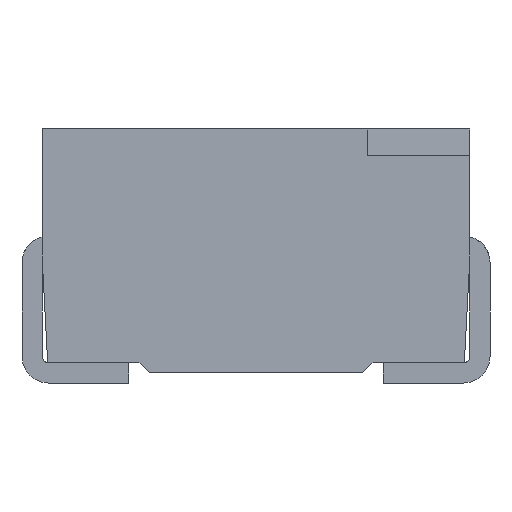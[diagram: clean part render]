
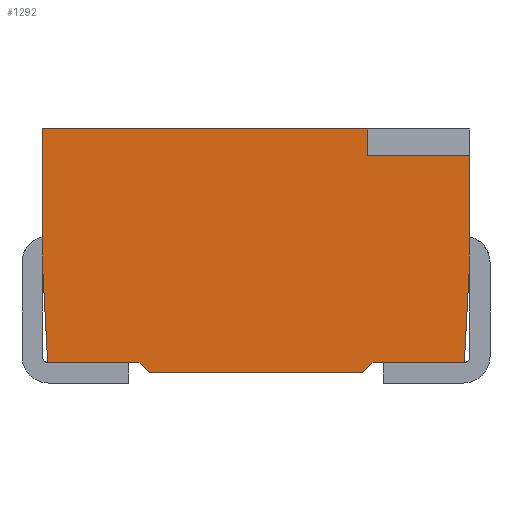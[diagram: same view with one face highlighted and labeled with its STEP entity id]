
A CAD part, front view. The second image highlights one B-rep face of the part: STEP entity #1292.
In plain terms, the highlighted planar face has unit normal (0, -1, 0).
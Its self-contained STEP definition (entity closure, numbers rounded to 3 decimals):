
#5 = VECTOR ( 'NONE', #1393, 1000. ) ;
#20 = EDGE_CURVE ( 'NONE', #405, #503, #1567, .T. ) ;
#50 = DIRECTION ( 'NONE',  ( -1., 0., 0. ) ) ;
#71 = CARTESIAN_POINT ( 'NONE',  ( -0.875, -1.4, 0.15 ) ) ;
#76 = VECTOR ( 'NONE', #617, 1000. ) ;
#95 = CARTESIAN_POINT ( 'NONE',  ( -1.6, -1.4, 0.95 ) ) ;
#103 = LINE ( 'NONE', #1912, #1132 ) ;
#155 = CARTESIAN_POINT ( 'NONE',  ( 1.6, -1.4, 1.7 ) ) ;
#170 = VECTOR ( 'NONE', #224, 1000. ) ;
#174 = LINE ( 'NONE', #664, #699 ) ;
#224 = DIRECTION ( 'NONE',  ( -1., 0., 0. ) ) ;
#235 = LINE ( 'NONE', #530, #885 ) ;
#304 = CARTESIAN_POINT ( 'NONE',  ( -1.558, -1.4, 0.15 ) ) ;
#361 = LINE ( 'NONE', #1371, #629 ) ;
#371 = CARTESIAN_POINT ( 'NONE',  ( 0.8, -1.4, 0.075 ) ) ;
#405 = VERTEX_POINT ( 'NONE', #1202 ) ;
#425 = PLANE ( 'NONE',  #1305 ) ;
#429 = EDGE_CURVE ( 'NONE', #987, #2031, #361, .T. ) ;
#456 = VECTOR ( 'NONE', #1107, 1000. ) ;
#503 = VERTEX_POINT ( 'NONE', #585 ) ;
#508 = VERTEX_POINT ( 'NONE', #371 ) ;
#530 = CARTESIAN_POINT ( 'NONE',  ( 0., -1.4, 0.075 ) ) ;
#543 = CARTESIAN_POINT ( 'NONE',  ( -1.6, -1.4, 1.9 ) ) ;
#546 = VERTEX_POINT ( 'NONE', #1100 ) ;
#550 = DIRECTION ( 'NONE',  ( -0.052, 0., -0.999 ) ) ;
#585 = CARTESIAN_POINT ( 'NONE',  ( 0.875, -1.4, 0.15 ) ) ;
#595 = EDGE_CURVE ( 'NONE', #1372, #903, #1944, .T. ) ;
#617 = DIRECTION ( 'NONE',  ( 0., 0., 1. ) ) ;
#622 = LINE ( 'NONE', #1908, #456 ) ;
#629 = VECTOR ( 'NONE', #2010, 1000. ) ;
#635 = CARTESIAN_POINT ( 'NONE',  ( 0.834, -1.4, 1.9 ) ) ;
#664 = CARTESIAN_POINT ( 'NONE',  ( -1.6, -1.4, 0. ) ) ;
#699 = VECTOR ( 'NONE', #2125, 1000. ) ;
#721 = VERTEX_POINT ( 'NONE', #1792 ) ;
#725 = DIRECTION ( 'NONE',  ( -1., 0., 0. ) ) ;
#763 = CARTESIAN_POINT ( 'NONE',  ( -1.6, -1.4, 1.9 ) ) ;
#778 = CARTESIAN_POINT ( 'NONE',  ( 0.834, -1.4, 1.7 ) ) ;
#802 = EDGE_CURVE ( 'NONE', #933, #869, #905, .T. ) ;
#808 = DIRECTION ( 'NONE',  ( 0., 1., 0. ) ) ;
#825 = ORIENTED_EDGE ( 'NONE', *, *, #1629, .F. ) ;
#836 = ORIENTED_EDGE ( 'NONE', *, *, #872, .T. ) ;
#869 = VERTEX_POINT ( 'NONE', #635 ) ;
#872 = EDGE_CURVE ( 'NONE', #546, #869, #1590, .T. ) ;
#885 = VECTOR ( 'NONE', #50, 1000. ) ;
#902 = LINE ( 'NONE', #1244, #1334 ) ;
#903 = VERTEX_POINT ( 'NONE', #95 ) ;
#905 = LINE ( 'NONE', #543, #5 ) ;
#906 = EDGE_CURVE ( 'NONE', #546, #1501, #103, .T. ) ;
#933 = VERTEX_POINT ( 'NONE', #763 ) ;
#939 = DIRECTION ( 'NONE',  ( 1., 0., 0. ) ) ;
#961 = EDGE_CURVE ( 'NONE', #903, #933, #174, .T. ) ;
#987 = VERTEX_POINT ( 'NONE', #1222 ) ;
#1020 = EDGE_LOOP ( 'NONE', ( #1065, #1479, #825, #1297, #1826, #1048, #1070, #2111, #1897, #1437, #836, #1323 ) ) ;
#1024 = EDGE_CURVE ( 'NONE', #503, #508, #902, .T. ) ;
#1048 = ORIENTED_EDGE ( 'NONE', *, *, #1024, .F. ) ;
#1065 = ORIENTED_EDGE ( 'NONE', *, *, #961, .F. ) ;
#1070 = ORIENTED_EDGE ( 'NONE', *, *, #20, .F. ) ;
#1100 = CARTESIAN_POINT ( 'NONE',  ( 0.834, -1.4, 1.7 ) ) ;
#1107 = DIRECTION ( 'NONE',  ( 0., 0., -1. ) ) ;
#1132 = VECTOR ( 'NONE', #939, 1000. ) ;
#1142 = DIRECTION ( 'NONE',  ( 0., 0., 1. ) ) ;
#1160 = CARTESIAN_POINT ( 'NONE',  ( -1.558, -1.4, 0.15 ) ) ;
#1201 = VECTOR ( 'NONE', #725, 1000. ) ;
#1202 = CARTESIAN_POINT ( 'NONE',  ( 1.558, -1.4, 0.15 ) ) ;
#1209 = CARTESIAN_POINT ( 'NONE',  ( 1.6, -1.4, 0.95 ) ) ;
#1222 = CARTESIAN_POINT ( 'NONE',  ( -0.8, -1.4, 0.075 ) ) ;
#1244 = CARTESIAN_POINT ( 'NONE',  ( 0.875, -1.4, 0.15 ) ) ;
#1269 = FACE_OUTER_BOUND ( 'NONE', #1020, .T. ) ;
#1292 = ADVANCED_FACE ( 'NONE', ( #1269 ), #425, .F. ) ;
#1297 = ORIENTED_EDGE ( 'NONE', *, *, #429, .F. ) ;
#1305 = AXIS2_PLACEMENT_3D ( 'NONE', #1793, #808, #1142 ) ;
#1323 = ORIENTED_EDGE ( 'NONE', *, *, #802, .F. ) ;
#1334 = VECTOR ( 'NONE', #1406, 1000. ) ;
#1355 = LINE ( 'NONE', #71, #1201 ) ;
#1371 = CARTESIAN_POINT ( 'NONE',  ( -0.8, -1.4, 0.075 ) ) ;
#1372 = VERTEX_POINT ( 'NONE', #1160 ) ;
#1393 = DIRECTION ( 'NONE',  ( 1., 0., 0. ) ) ;
#1406 = DIRECTION ( 'NONE',  ( -0.707, 0., -0.707 ) ) ;
#1437 = ORIENTED_EDGE ( 'NONE', *, *, #906, .F. ) ;
#1445 = DIRECTION ( 'NONE',  ( -0.052, 0., 0.999 ) ) ;
#1479 = ORIENTED_EDGE ( 'NONE', *, *, #595, .F. ) ;
#1501 = VERTEX_POINT ( 'NONE', #155 ) ;
#1567 = LINE ( 'NONE', #1707, #170 ) ;
#1590 = LINE ( 'NONE', #778, #76 ) ;
#1629 = EDGE_CURVE ( 'NONE', #2031, #1372, #1355, .T. ) ;
#1651 = EDGE_CURVE ( 'NONE', #508, #987, #235, .T. ) ;
#1707 = CARTESIAN_POINT ( 'NONE',  ( 1.558, -1.4, 0.15 ) ) ;
#1747 = CARTESIAN_POINT ( 'NONE',  ( -0.875, -1.4, 0.15 ) ) ;
#1792 = CARTESIAN_POINT ( 'NONE',  ( 1.6, -1.4, 0.95 ) ) ;
#1793 = CARTESIAN_POINT ( 'NONE',  ( 0., -1.4, 0. ) ) ;
#1826 = ORIENTED_EDGE ( 'NONE', *, *, #1651, .F. ) ;
#1897 = ORIENTED_EDGE ( 'NONE', *, *, #2008, .F. ) ;
#1908 = CARTESIAN_POINT ( 'NONE',  ( 1.6, -1.4, 1.9 ) ) ;
#1912 = CARTESIAN_POINT ( 'NONE',  ( 0., -1.4, 1.7 ) ) ;
#1944 = LINE ( 'NONE', #304, #1991 ) ;
#1951 = EDGE_CURVE ( 'NONE', #721, #405, #2024, .T. ) ;
#1991 = VECTOR ( 'NONE', #1445, 1000. ) ;
#2008 = EDGE_CURVE ( 'NONE', #1501, #721, #622, .T. ) ;
#2010 = DIRECTION ( 'NONE',  ( -0.707, 0., 0.707 ) ) ;
#2024 = LINE ( 'NONE', #1209, #2079 ) ;
#2031 = VERTEX_POINT ( 'NONE', #1747 ) ;
#2079 = VECTOR ( 'NONE', #550, 1000. ) ;
#2111 = ORIENTED_EDGE ( 'NONE', *, *, #1951, .F. ) ;
#2125 = DIRECTION ( 'NONE',  ( 0., 0., 1. ) ) ;
